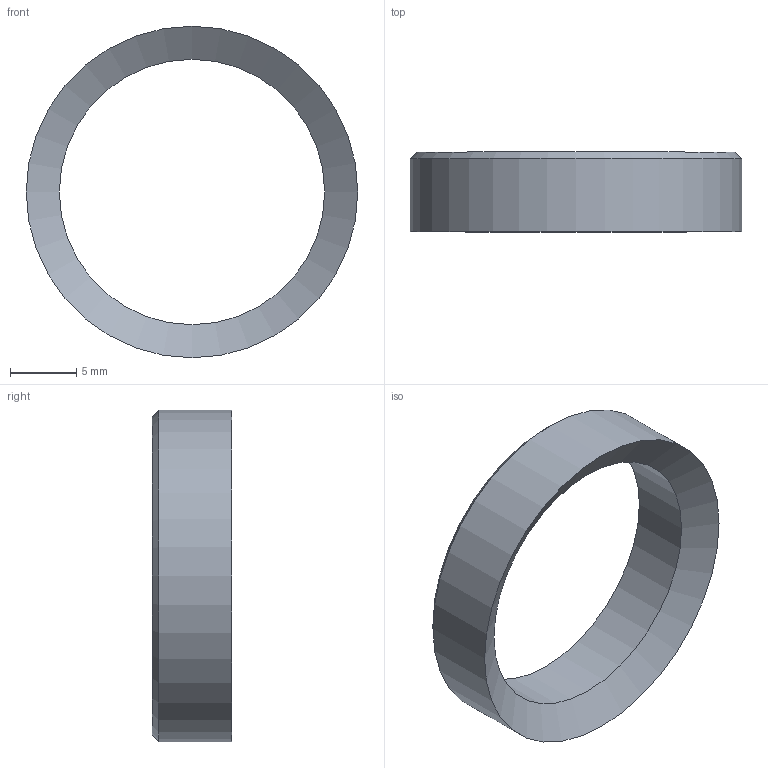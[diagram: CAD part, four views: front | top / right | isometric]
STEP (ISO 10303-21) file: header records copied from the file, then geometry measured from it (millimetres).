
FILE_DESCRIPTION(/* description */ (''),/* implementation_level */ '2;1');
FILE_NAME(/* name */ 'switch_protector.step',/* time_stamp */ '2022-02-09T09:45:13-05:00',/* author */ (''),/* organization */ (''),/* preprocessor_version */ 'ST-DEVELOPER v18.1',/* originating_system */ 'Autodesk Translation Framework v10.13.0.1454',/* authorisation */ '');
FILE_SCHEMA (('AUTOMOTIVE_DESIGN { 1 0 10303 214 3 1 1 }'));
Length unit declared in the file: millimetre
Products named in the file (2): switch protector; main
Assembly tree (1 placements, depth 2):
  switch protector
    main
Bounding box: 25 x 6 x 25 mm (x, y, z)
Volume: 923.1 mm3; surface area: 1113.7 mm2
Topology: 1 solids, 1 shells, 5 faces, 9 edges, 5 vertices
Faces by surface type: cylinder 2, cone 2, plane 1
Full cylindrical faces by diameter (mm): 20 x1, 25 x1
Entity records: 181 total; most frequent: DIRECTION 30, CARTESIAN_POINT 22, ORIENTED_EDGE 18, AXIS2_PLACEMENT_3D 13, EDGE_CURVE 9, EDGE_LOOP 6, FACE_OUTER_BOUND 5, CIRCLE 5
